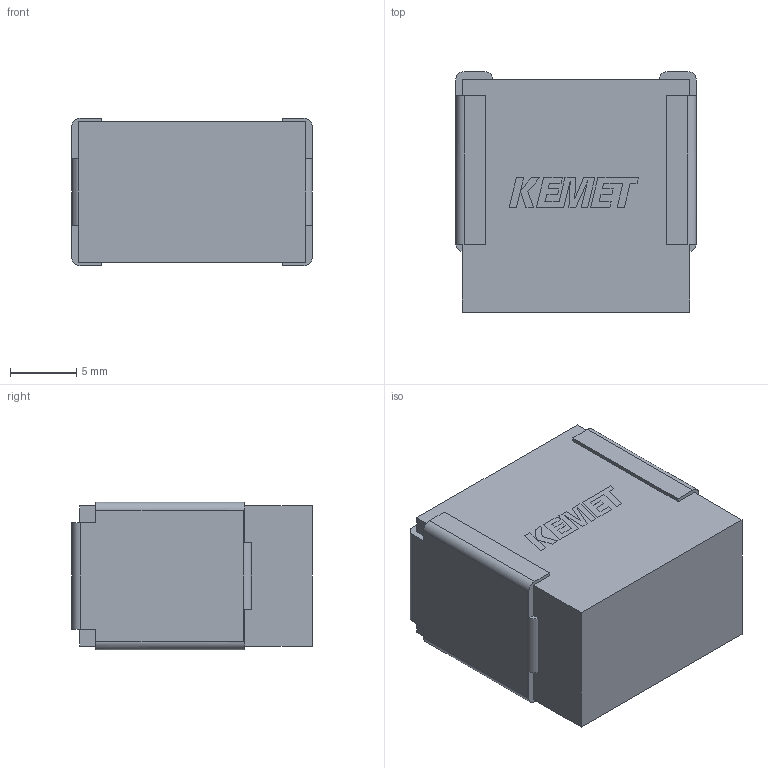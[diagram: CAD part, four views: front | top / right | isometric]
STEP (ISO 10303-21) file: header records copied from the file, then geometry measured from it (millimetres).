
FILE_DESCRIPTION (( 'STEP AP214' ), '1' );
FILE_NAME ('CFS_KSTD_7040_L18.2W17.6T10.6F0.5.STEP', '2024-04-08T17:27:17', ( '' ), ( '' ), 'SwSTEP 2.0', 'SolidWorks 2021', '' );
FILE_SCHEMA (( 'AUTOMOTIVE_DESIGN' ));
Length unit declared in the file: millimetre
Products named in the file (1): CFS_KSTD_7040_L18.2W17.6T10.6F0.5
Bounding box: 18.2 x 18.19 x 11.14 mm (x, y, z)
Volume: 3303.8 mm3; surface area: 1484.7 mm2
Topology: 4 solids, 4 shells, 115 faces, 321 edges, 214 vertices
Faces by surface type: plane 101, cylinder 14
Entity records: 4276 total; most frequent: CARTESIAN_POINT 663, ORIENTED_EDGE 642, DIRECTION 577, EDGE_CURVE 321, VECTOR 289, LINE 289, VERTEX_POINT 214, AXIS2_PLACEMENT_3D 144
